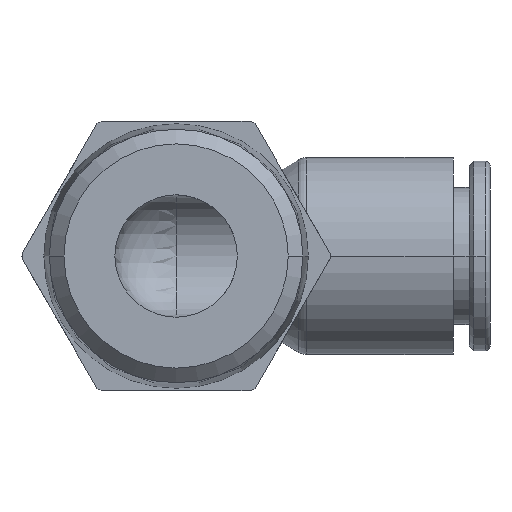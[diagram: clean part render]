
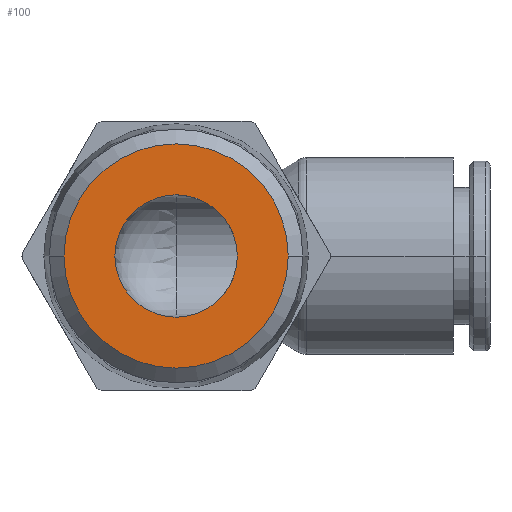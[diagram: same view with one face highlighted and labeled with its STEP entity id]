
A CAD part, front view. The second image highlights one B-rep face of the part: STEP entity #100.
In plain terms, the highlighted planar face has unit normal (0, -1, 0).
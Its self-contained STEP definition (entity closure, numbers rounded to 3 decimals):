
#100=ADVANCED_FACE('',(#252,#253),#254,.T.);
#252=FACE_BOUND('',#450,.T.);
#253=FACE_OUTER_BOUND('',#451,.T.);
#254=PLANE('',#452);
#450=EDGE_LOOP('',(#968,#969));
#451=EDGE_LOOP('',(#970,#971));
#452=AXIS2_PLACEMENT_3D('',#972,#973,#974);
#968=ORIENTED_EDGE('',*,*,#1463,.T.);
#969=ORIENTED_EDGE('',*,*,#1384,.T.);
#970=ORIENTED_EDGE('',*,*,#1374,.F.);
#971=ORIENTED_EDGE('',*,*,#1466,.F.);
#972=CARTESIAN_POINT('',(4.58,-45.4,0.0));
#973=DIRECTION('',(-0.0,-1.0,-0.0));
#974=DIRECTION('',(-1.0,0.0,0.0));
#1374=EDGE_CURVE('',#1679,#1682,#1683,.T.);
#1384=EDGE_CURVE('',#1693,#1699,#1701,.T.);
#1463=EDGE_CURVE('',#1699,#1693,#1828,.T.);
#1466=EDGE_CURVE('',#1682,#1679,#1831,.T.);
#1679=VERTEX_POINT('',#2153);
#1682=VERTEX_POINT('',#2157);
#1683=CIRCLE('',#2158,9.159);
#1693=VERTEX_POINT('',#2171);
#1699=VERTEX_POINT('',#2178);
#1701=CIRCLE('',#2181,5.0);
#1828=CIRCLE('',#2435,5.0);
#1831=CIRCLE('',#2438,9.159);
#2153=CARTESIAN_POINT('',(9.159,-45.4,0.0));
#2157=CARTESIAN_POINT('',(-9.159,-45.4,0.));
#2158=AXIS2_PLACEMENT_3D('',#2837,#2838,#2839);
#2171=CARTESIAN_POINT('',(5.0,-45.4,0.));
#2178=CARTESIAN_POINT('',(-5.0,-45.4,0.));
#2181=AXIS2_PLACEMENT_3D('',#2857,#2858,#2859);
#2435=AXIS2_PLACEMENT_3D('',#2986,#2987,#2988);
#2438=AXIS2_PLACEMENT_3D('',#2995,#2996,#2997);
#2837=CARTESIAN_POINT('',(0.0,-45.4,0.0));
#2838=DIRECTION('',(-0.0,1.0,0.0));
#2839=DIRECTION('',(1.0,0.0,0.0));
#2857=CARTESIAN_POINT('',(0.0,-45.4,0.0));
#2858=DIRECTION('',(-0.0,1.0,0.0));
#2859=DIRECTION('',(1.0,0.0,0.0));
#2986=CARTESIAN_POINT('',(0.0,-45.4,0.0));
#2987=DIRECTION('',(-0.0,1.0,0.0));
#2988=DIRECTION('',(1.0,0.0,0.0));
#2995=CARTESIAN_POINT('',(0.0,-45.4,0.0));
#2996=DIRECTION('',(-0.0,1.0,0.0));
#2997=DIRECTION('',(1.0,0.0,0.0));
